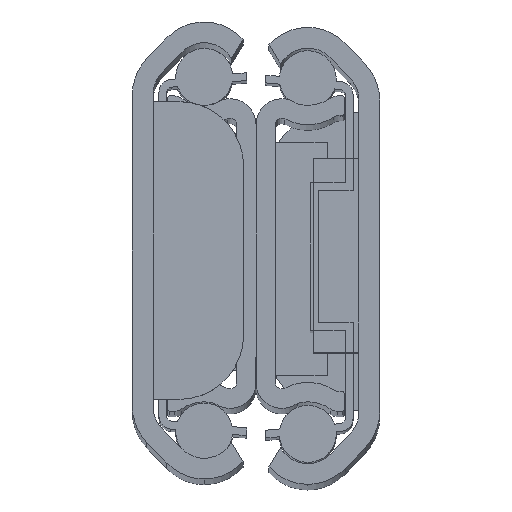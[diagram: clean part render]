
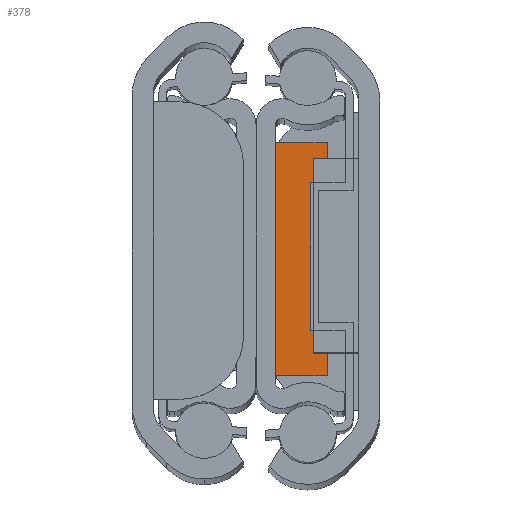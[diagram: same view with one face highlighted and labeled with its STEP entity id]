
A CAD part, top view. The second image highlights one B-rep face of the part: STEP entity #378.
In plain terms, the highlighted planar face has unit normal (0, 0, 1).
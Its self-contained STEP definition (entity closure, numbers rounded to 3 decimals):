
#319 = EDGE_CURVE ( 'NONE', #320, #4054, #954, .T. ) ;
#320 = VERTEX_POINT ( 'NONE', #950 ) ;
#378 = ADVANCED_FACE ( 'NONE', ( #1023 ), #1021, .F. ) ;
#379 = EDGE_LOOP ( 'NONE', ( #380, #381, #384, #386 ) ) ;
#380 = ORIENTED_EDGE ( 'NONE', *, *, #4063, .T. ) ;
#381 = ORIENTED_EDGE ( 'NONE', *, *, #382, .F. ) ;
#382 = EDGE_CURVE ( 'NONE', #383, #4064, #1022, .T. ) ;
#383 = VERTEX_POINT ( 'NONE', #1075 ) ;
#384 = ORIENTED_EDGE ( 'NONE', *, *, #385, .F. ) ;
#385 = EDGE_CURVE ( 'NONE', #320, #383, #1074, .T. ) ;
#386 = ORIENTED_EDGE ( 'NONE', *, *, #319, .T. ) ;
#950 = CARTESIAN_POINT ( 'NONE',  ( 4., 9., -121. ) ) ;
#951 = DIRECTION ( 'NONE',  ( -1., 0., 0. ) ) ;
#952 = VECTOR ( 'NONE', #951, 1000. ) ;
#953 = CARTESIAN_POINT ( 'NONE',  ( 4., 9., -121. ) ) ;
#954 = LINE ( 'NONE', #953, #952 ) ;
#1018 = DIRECTION ( 'NONE',  ( 0., 0., -1. ) ) ;
#1019 = CARTESIAN_POINT ( 'NONE',  ( 4., 9., -121. ) ) ;
#1020 = AXIS2_PLACEMENT_3D ( 'NONE', #1019, #1018, #1079 ) ;
#1021 = PLANE ( 'NONE',  #1020 ) ;
#1022 = LINE ( 'NONE', #1078, #1077 ) ;
#1023 = FACE_OUTER_BOUND ( 'NONE', #379, .T. ) ;
#1071 = DIRECTION ( 'NONE',  ( 0., -1., 0. ) ) ;
#1072 = VECTOR ( 'NONE', #1071, 1000. ) ;
#1073 = CARTESIAN_POINT ( 'NONE',  ( 4., 9., -121. ) ) ;
#1074 = LINE ( 'NONE', #1073, #1072 ) ;
#1075 = CARTESIAN_POINT ( 'NONE',  ( 4., -9., -121. ) ) ;
#1076 = DIRECTION ( 'NONE',  ( -1., 0., 0. ) ) ;
#1077 = VECTOR ( 'NONE', #1076, 1000. ) ;
#1078 = CARTESIAN_POINT ( 'NONE',  ( 4., -9., -121. ) ) ;
#1079 = DIRECTION ( 'NONE',  ( -1., 0., 0. ) ) ;
#1964 = CARTESIAN_POINT ( 'NONE',  ( 0., -9., -121. ) ) ;
#1965 = DIRECTION ( 'NONE',  ( 0., -1., 0. ) ) ;
#1966 = VECTOR ( 'NONE', #1965, 1000. ) ;
#1967 = CARTESIAN_POINT ( 'NONE',  ( 0., 9., -121. ) ) ;
#1968 = LINE ( 'NONE', #1967, #1966 ) ;
#1980 = CARTESIAN_POINT ( 'NONE',  ( 0., 9., -121. ) ) ;
#4054 = VERTEX_POINT ( 'NONE', #1980 ) ;
#4063 = EDGE_CURVE ( 'NONE', #4054, #4064, #1968, .T. ) ;
#4064 = VERTEX_POINT ( 'NONE', #1964 ) ;
